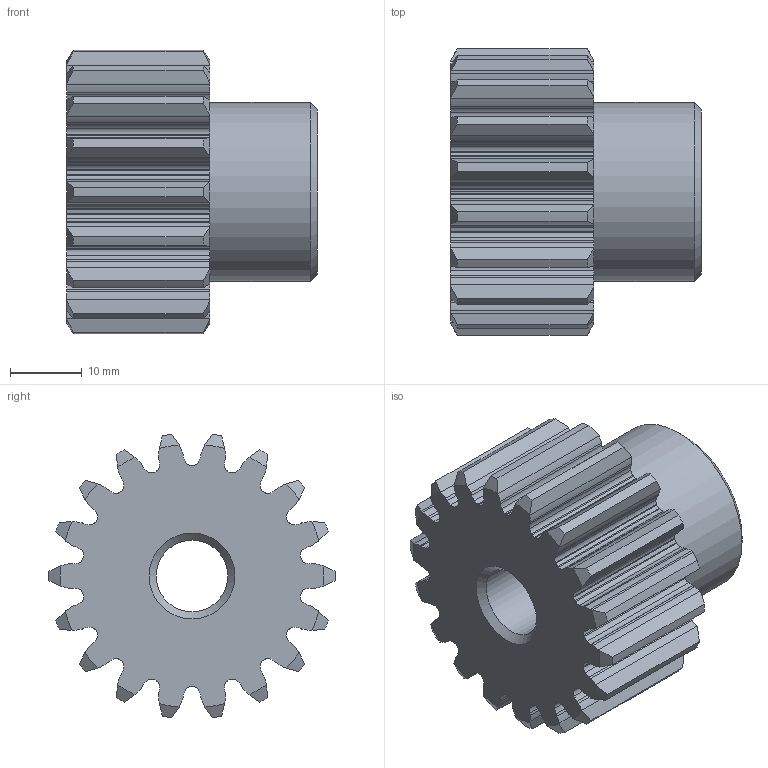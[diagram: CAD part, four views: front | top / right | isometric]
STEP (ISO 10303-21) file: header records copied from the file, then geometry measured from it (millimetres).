
FILE_DESCRIPTION(/* description */ ('Alibre Inc.'),/* implementation_level */ '2;1');
FILE_NAME(/* name */ 'export-0478020C-82FB-4ABD-A233-9732B4BCA08E',/* time_stamp */ '2024-07-01T11:06:54+02:00',/* author */ (''),/* organization */ (''),/* preprocessor_version */ 'ST-DEVELOPER v17',/* originating_system */ 'Alibre',/* authorisation */ '');
FILE_SCHEMA (('AUTOMOTIVE_DESIGN'));
Length unit declared in the file: millimetre
Products named in the file (1): 401020018
Bounding box: 35 x 40 x 39.6 mm (x, y, z)
Volume: 24369.3 mm3; surface area: 8368.6 mm2
Topology: 1 solids, 1 shells, 309 faces, 919 edges, 613 vertices
Faces by surface type: cylinder 267, cone 39, plane 3
Full cylindrical faces by diameter (mm): 10 x1, 25 x1
Entity records: 10656 total; most frequent: CARTESIAN_POINT 2027, DIRECTION 1979, ORIENTED_EDGE 1838, EDGE_CURVE 919, AXIS2_PLACEMENT_3D 856, VERTEX_POINT 613, CIRCLE 547, EDGE_LOOP 312
